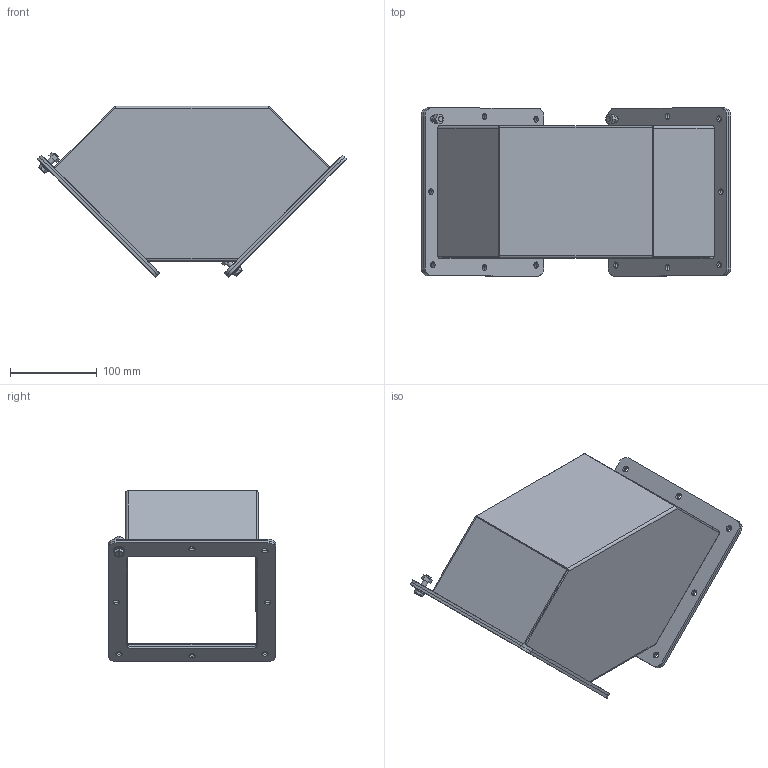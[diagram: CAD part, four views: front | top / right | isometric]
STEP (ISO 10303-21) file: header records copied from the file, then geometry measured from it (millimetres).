
FILE_DESCRIPTION (( 'STEP AP203' ), '1' );
FILE_NAME ('1487D9PSS.step', '2020-11-17T21:13:45', ( 'ADC123' ), ( 'Microsoft' ), 'SwSTEP 2.0', 'SolidWorks 2019', '' );
FILE_SCHEMA (( 'CONFIG_CONTROL_DESIGN' ));
Length unit declared in the file: inch
Products named in the file (1): 1487D9PSS
Bounding box: 356.94 x 193.68 x 197.56 mm (x, y, z)
Volume: 465648.9 mm3; surface area: 455805.2 mm2
Topology: 12 solids, 12 shells, 401 faces, 1050 edges, 691 vertices
Faces by surface type: plane 238, cylinder 122, bspline 41
Full cylindrical faces by diameter (mm): 4.976 x2, 6.35 x2, 6.553 x2, 7.137 x32, 12.7 x2
Entity records: 16721 total; most frequent: CARTESIAN_POINT 7001, ORIENTED_EDGE 2012, DIRECTION 1814, EDGE_CURVE 1006, VERTEX_POINT 690, VECTOR 660, LINE 660, AXIS2_PLACEMENT_3D 577
